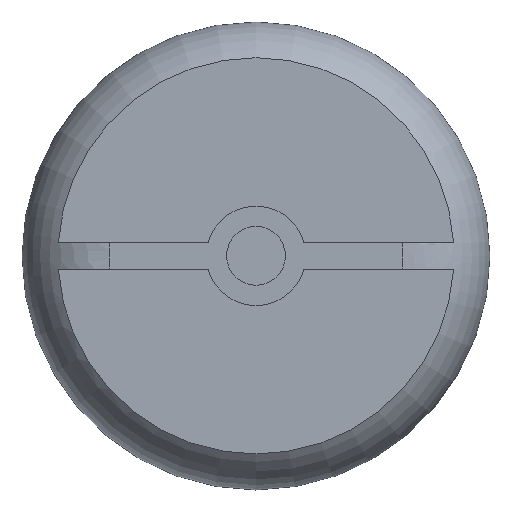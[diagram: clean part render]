
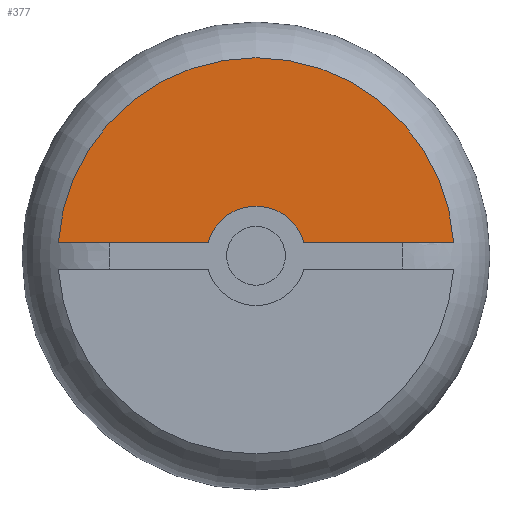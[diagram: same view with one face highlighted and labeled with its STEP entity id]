
A CAD part, top view. The second image highlights one B-rep face of the part: STEP entity #377.
In plain terms, the highlighted planar face has unit normal (0, 0, 1).
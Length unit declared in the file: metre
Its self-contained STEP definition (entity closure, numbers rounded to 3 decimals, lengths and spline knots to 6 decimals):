
#22=CIRCLE('',#416,0.007529);
#23=CIRCLE('',#417,0.00189);
#38=ORIENTED_EDGE('',*,*,#142,.T.);
#39=ORIENTED_EDGE('',*,*,#143,.T.);
#40=ORIENTED_EDGE('',*,*,#144,.T.);
#41=ORIENTED_EDGE('',*,*,#145,.F.);
#142=EDGE_CURVE('',#194,#195,#229,.T.);
#143=EDGE_CURVE('',#195,#196,#22,.T.);
#144=EDGE_CURVE('',#196,#197,#230,.T.);
#145=EDGE_CURVE('',#194,#197,#23,.T.);
#194=VERTEX_POINT('',#573);
#195=VERTEX_POINT('',#574);
#196=VERTEX_POINT('',#576);
#197=VERTEX_POINT('',#578);
#229=LINE('',#572,#265);
#230=LINE('',#577,#266);
#265=VECTOR('',#461,1.);
#266=VECTOR('',#464,1.);
#299=EDGE_LOOP('',(#38,#39,#40,#41));
#329=FACE_BOUND('',#299,.T.);
#358=PLANE('',#415);
#377=ADVANCED_FACE('',(#329),#358,.T.);
#415=AXIS2_PLACEMENT_3D('',#571,#459,#460);
#416=AXIS2_PLACEMENT_3D('',#575,#462,#463);
#417=AXIS2_PLACEMENT_3D('',#579,#465,#466);
#459=DIRECTION('',(0.,0.,1.));
#460=DIRECTION('',(1.,0.,0.));
#461=DIRECTION('',(1.,0.,0.));
#462=DIRECTION('',(0.,0.,1.));
#463=DIRECTION('',(1.,0.,0.));
#464=DIRECTION('',(1.,0.,0.));
#465=DIRECTION('',(0.,0.,1.));
#466=DIRECTION('',(1.,0.,0.));
#571=CARTESIAN_POINT('',(0.,0.,0.00381));
#572=CARTESIAN_POINT('',(0.005348,0.000506,0.00381));
#573=CARTESIAN_POINT('',(0.001821,0.000506,0.00381));
#574=CARTESIAN_POINT('',(0.007512,0.000506,0.00381));
#575=CARTESIAN_POINT('',(0.,0.,0.00381));
#576=CARTESIAN_POINT('',(-0.007512,0.000506,0.00381));
#577=CARTESIAN_POINT('',(-0.005348,0.000506,0.00381));
#578=CARTESIAN_POINT('',(-0.001821,0.000506,0.00381));
#579=CARTESIAN_POINT('',(0.,0.,0.00381));
